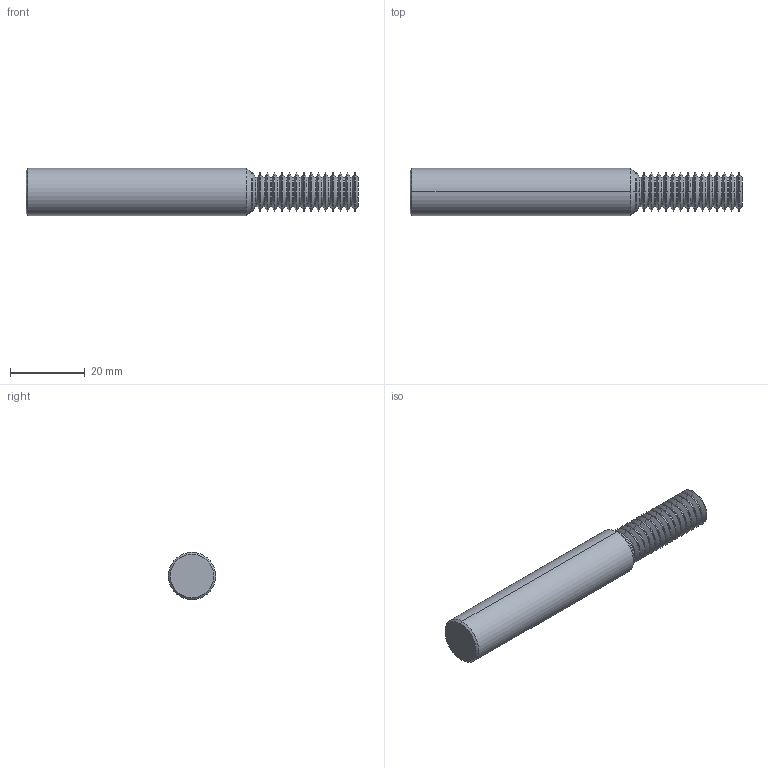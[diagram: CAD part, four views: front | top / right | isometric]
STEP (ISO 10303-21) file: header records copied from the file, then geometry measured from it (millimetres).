
FILE_DESCRIPTION (( 'STEP AP203' ), '1' );
FILE_NAME ('TM400-13.STEP', '2021-09-09T19:22:22', ( '' ), ( '' ), 'SwSTEP 2.0', 'SolidWorks 2020', '' );
FILE_SCHEMA (( 'CONFIG_CONTROL_DESIGN' ));
Length unit declared in the file: inch
Products named in the file (1): TM400-13
Bounding box: 88.9 x 12.69 x 12.69 mm (x, y, z)
Volume: 9367.1 mm3; surface area: 3939.2 mm2
Topology: 1 solids, 1 shells, 126 faces, 250 edges, 126 vertices
Faces by surface type: cylinder 62, cone 62, plane 2
Entity records: 3223 total; most frequent: DIRECTION 630, CARTESIAN_POINT 503, ORIENTED_EDGE 500, AXIS2_PLACEMENT_3D 253, EDGE_CURVE 250, ADVANCED_FACE 126, FACE_OUTER_BOUND 126, VERTEX_POINT 126
